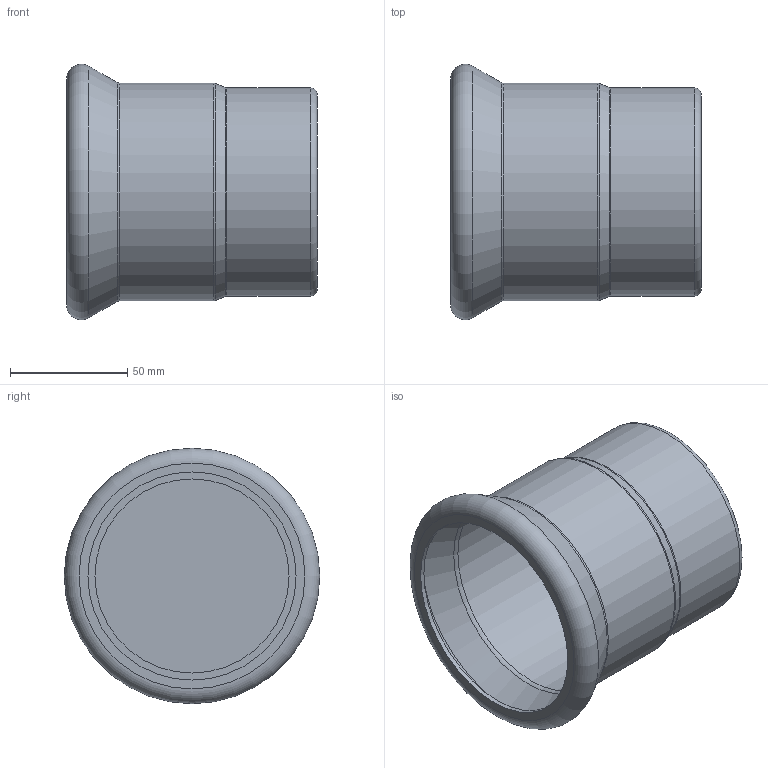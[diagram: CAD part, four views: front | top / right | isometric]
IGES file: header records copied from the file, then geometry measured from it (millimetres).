
Global section: file name: No Iges File Name specified; native system: Autodesk Inventor 2012; preprocessor: AutoDesk Inventor Iges Exporter R2012; author: aporro; date: 20130604.093635; units: millimetre
Bounding box: 107 x 109.1 x 109.1 mm (x, y, z)
Volume: 79751.9 mm3; surface area: 78769.9 mm2
Topology: 1 solids, 1 shells, 23 faces, 40 edges, 23 vertices
Faces by surface type: revolution 9, plane 6, torus 4, cone 2, cylinder 2
Full cylindrical faces by diameter (mm): 88.9 x1, 92.9 x1
